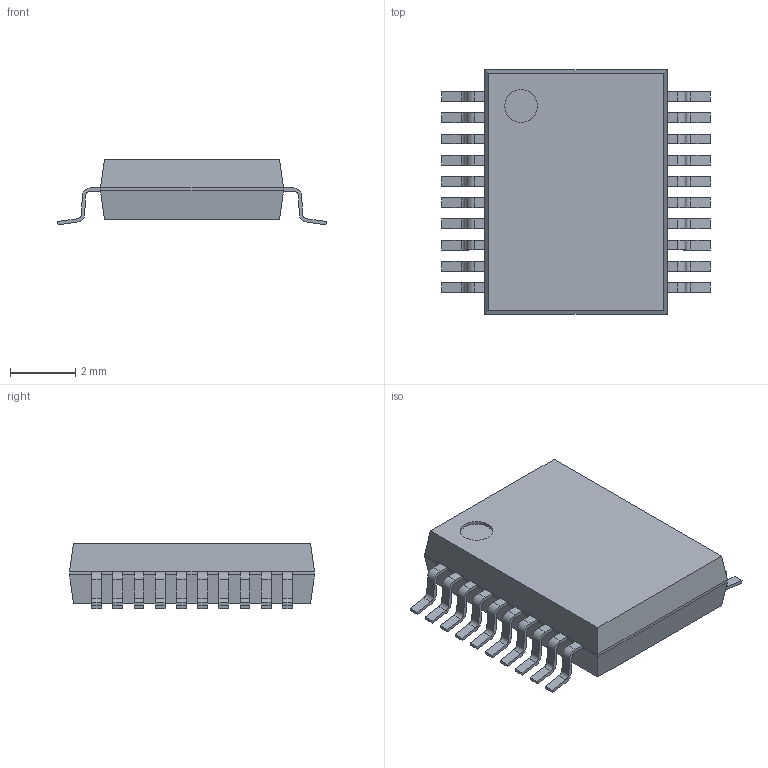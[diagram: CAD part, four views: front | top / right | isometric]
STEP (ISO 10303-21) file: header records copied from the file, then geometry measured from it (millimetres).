
FILE_DESCRIPTION(/* description */ (''),/* implementation_level */ '2;1');
FILE_NAME(/* name */ 'SOP65P780X200-20N.stp',/* time_stamp */ '2016-02-25T10:34:44+01:00',/* author */ ('riccim'),/* organization */ (''),/* preprocessor_version */ 'ST-DEVELOPER v15.5',/* originating_system */ 'AutoCAD Mechanical',/* authorisation */ '');
FILE_SCHEMA (('AUTOMOTIVE_DESIGN { 1 0 10303 214 3 1 1 }'));
Length unit declared in the file: millimetre
Products named in the file (1): Product
Bounding box: 8.23 x 7.5 x 2 mm (x, y, z)
Volume: 76.1 mm3; surface area: 160.3 mm2
Topology: 21 solids, 21 shells, 296 faces, 751 edges, 498 vertices
Faces by surface type: plane 215, cylinder 81
Full cylindrical faces by diameter (mm): 1 x1
Entity records: 8887 total; most frequent: CARTESIAN_POINT 1545, DIRECTION 1506, ORIENTED_EDGE 1500, EDGE_CURVE 750, LINE 588, VECTOR 588, VERTEX_POINT 498, AXIS2_PLACEMENT_3D 459
